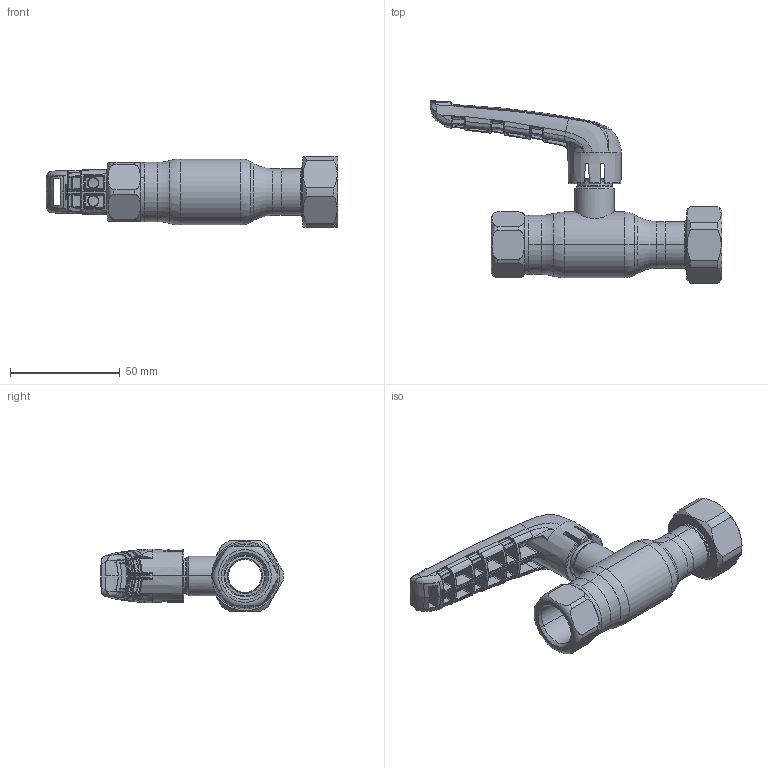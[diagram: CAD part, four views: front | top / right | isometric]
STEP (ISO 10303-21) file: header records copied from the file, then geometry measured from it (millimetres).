
FILE_DESCRIPTION (( 'STEP AP214' ), '1' );
FILE_NAME ('1015002200-xxxx.step', '2019-05-07T11:38:36', ( '' ), ( '' ), 'SwSTEP 2.0', 'SolidWorks 2017', '' );
FILE_SCHEMA (( 'AUTOMOTIVE_DESIGN' ));
Length unit declared in the file: millimetre
Products named in the file (1): 1015002200-xxxx
Bounding box: 132.58 x 83.07 x 32 mm (x, y, z)
Surface area: 24786.9 mm2 (no closed solid volume)
Topology: 0 solids, 10 shells, 851 faces, 2447 edges, 1519 vertices
Faces by surface type: bspline 660, plane 69, cylinder 56, torus 33, cone 31, sphere 2
Entity records: 69056 total; most frequent: CARTESIAN_POINT 43394, ORIENTED_EDGE 4275, EDGE_CURVE 2413, DIRECTION 1731, B_SPLINE_CURVE_WITH_KNOTS 1639, VERTEX_POINT 1515, EDGE_LOOP 877, UNCERTAINTY_MEASURE_WITH_UNIT 853
